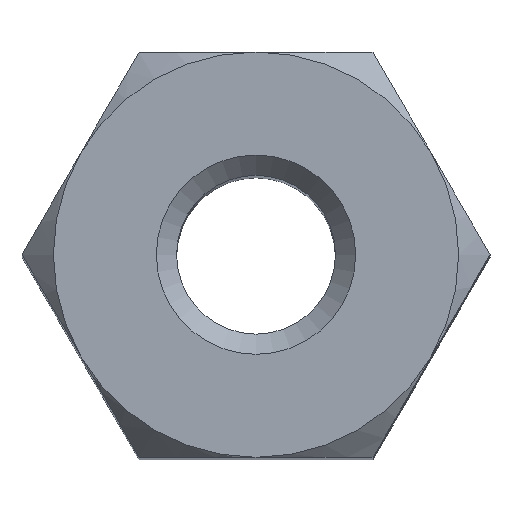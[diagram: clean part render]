
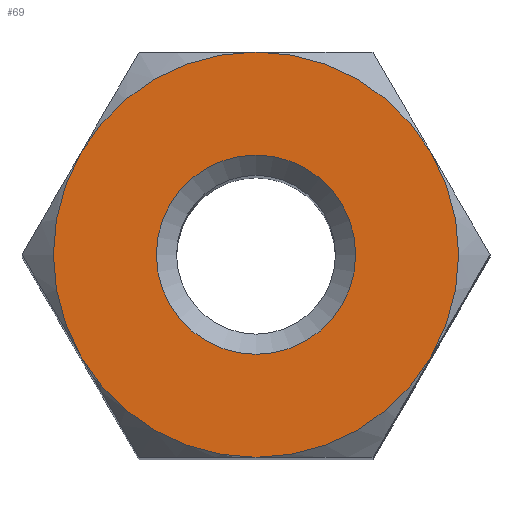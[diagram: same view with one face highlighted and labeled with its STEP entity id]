
A CAD part, top view. The second image highlights one B-rep face of the part: STEP entity #69.
In plain terms, the highlighted planar face has unit normal (0, 0, 1).
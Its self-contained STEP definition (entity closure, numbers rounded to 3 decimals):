
#69 = ADVANCED_FACE( '', ( #145, #146 ), #147, .T. );
#145 = FACE_BOUND( '', #226, .T. );
#146 = FACE_OUTER_BOUND( '', #227, .T. );
#147 = PLANE( '', #228 );
#226 = EDGE_LOOP( '', ( #352 ) );
#227 = EDGE_LOOP( '', ( #353, #354, #355, #356, #357, #358 ) );
#228 = AXIS2_PLACEMENT_3D( '', #359, #360, #361 );
#352 = ORIENTED_EDGE( '', *, *, #485, .T. );
#353 = ORIENTED_EDGE( '', *, *, #459, .F. );
#354 = ORIENTED_EDGE( '', *, *, #463, .F. );
#355 = ORIENTED_EDGE( '', *, *, #497, .F. );
#356 = ORIENTED_EDGE( '', *, *, #454, .T. );
#357 = ORIENTED_EDGE( '', *, *, #450, .F. );
#358 = ORIENTED_EDGE( '', *, *, #481, .F. );
#359 = CARTESIAN_POINT( '', ( 0., 0., 7.5 ) );
#360 = DIRECTION( '', ( 0., 0., 1. ) );
#361 = DIRECTION( '', ( 1., 0., 0. ) );
#450 = EDGE_CURVE( '', #519, #520, #521, .F. );
#454 = EDGE_CURVE( '', #526, #520, #527, .T. );
#459 = EDGE_CURVE( '', #532, #535, #536, .F. );
#463 = EDGE_CURVE( '', #539, #532, #542, .F. );
#481 = EDGE_CURVE( '', #535, #519, #570, .F. );
#485 = EDGE_CURVE( '', #575, #575, #576, .T. );
#497 = EDGE_CURVE( '', #526, #539, #592, .F. );
#519 = VERTEX_POINT( '', #616 );
#520 = VERTEX_POINT( '', #617 );
#521 = CIRCLE( '', #618, 2. );
#526 = VERTEX_POINT( '', #635 );
#527 = CIRCLE( '', #636, 2. );
#532 = VERTEX_POINT( '', #651 );
#535 = VERTEX_POINT( '', #659 );
#536 = CIRCLE( '', #660, 2. );
#539 = VERTEX_POINT( '', #668 );
#542 = CIRCLE( '', #676, 2. );
#570 = CIRCLE( '', #740, 2. );
#575 = VERTEX_POINT( '', #752 );
#576 = CIRCLE( '', #753, 0.984 );
#592 = CIRCLE( '', #799, 2. );
#616 = CARTESIAN_POINT( '', ( -1.732, -1., 7.5 ) );
#617 = CARTESIAN_POINT( '', ( -1.732, 1., 7.5 ) );
#618 = AXIS2_PLACEMENT_3D( '', #854, #855, #856 );
#635 = CARTESIAN_POINT( '', ( 0., 2., 7.5 ) );
#636 = AXIS2_PLACEMENT_3D( '', #857, #858, #859 );
#651 = CARTESIAN_POINT( '', ( 1.732, -1., 7.5 ) );
#659 = CARTESIAN_POINT( '', ( 0., -2., 7.5 ) );
#660 = AXIS2_PLACEMENT_3D( '', #860, #861, #862 );
#668 = CARTESIAN_POINT( '', ( 1.732, 1., 7.5 ) );
#676 = AXIS2_PLACEMENT_3D( '', #863, #864, #865 );
#740 = AXIS2_PLACEMENT_3D( '', #887, #888, #889 );
#752 = CARTESIAN_POINT( '', ( 0., 0.984, 7.5 ) );
#753 = AXIS2_PLACEMENT_3D( '', #893, #894, #895 );
#799 = AXIS2_PLACEMENT_3D( '', #899, #900, #901 );
#854 = CARTESIAN_POINT( '', ( 0., 0., 7.5 ) );
#855 = DIRECTION( '', ( 0., 0., 1. ) );
#856 = DIRECTION( '', ( 1., 0., 0. ) );
#857 = CARTESIAN_POINT( '', ( 0., 0., 7.5 ) );
#858 = DIRECTION( '', ( 0., 0., 1. ) );
#859 = DIRECTION( '', ( 1., 0., 0. ) );
#860 = CARTESIAN_POINT( '', ( 0., 0., 7.5 ) );
#861 = DIRECTION( '', ( 0., 0., 1. ) );
#862 = DIRECTION( '', ( 1., 0., 0. ) );
#863 = CARTESIAN_POINT( '', ( 0., 0., 7.5 ) );
#864 = DIRECTION( '', ( 0., 0., 1. ) );
#865 = DIRECTION( '', ( 1., 0., 0. ) );
#887 = CARTESIAN_POINT( '', ( 0., 0., 7.5 ) );
#888 = DIRECTION( '', ( 0., 0., 1. ) );
#889 = DIRECTION( '', ( 1., 0., 0. ) );
#893 = CARTESIAN_POINT( '', ( 0., 0., 7.5 ) );
#894 = DIRECTION( '', ( 0., 0., -1. ) );
#895 = DIRECTION( '', ( 0., 1., 0. ) );
#899 = CARTESIAN_POINT( '', ( 0., 0., 7.5 ) );
#900 = DIRECTION( '', ( 0., 0., 1. ) );
#901 = DIRECTION( '', ( 1., 0., 0. ) );
